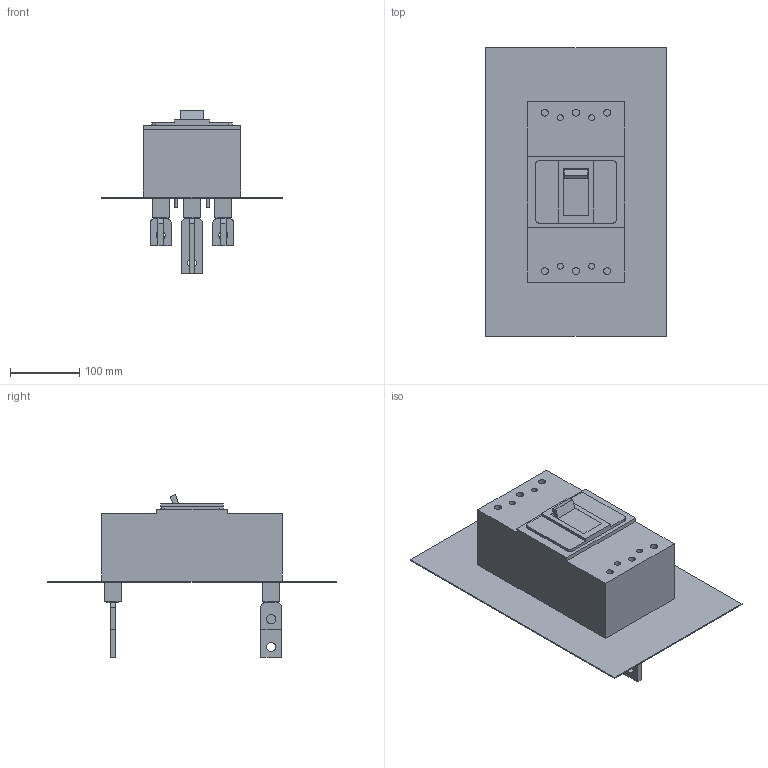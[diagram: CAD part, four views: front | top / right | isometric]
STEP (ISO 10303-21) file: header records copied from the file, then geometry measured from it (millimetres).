
FILE_DESCRIPTION(('CoCreate Modeling STEP Export'),'2;1');
FILE_NAME('ＰＶＳ４００ＮＤＬ３Ｒ.stp','2014-03-31T 8:05:55',(''),(''),'CoCreate Modeling STEP processor for AP214 (Solid Model)','CoCreate Modeling 17.0 01-Apr-2010 (C) Parametric Technology GmbH','');
FILE_SCHEMA(('AUTOMOTIVE_DESIGN { 1 0 10303 214 1 1 1 1 }'));
Length unit declared in the file: millimetre
Products named in the file (4): P2.2; P1; P3; ＰＶＳ４００ＮＤＬ３Ｒ
Assembly tree (6 placements, depth 2):
  ＰＶＳ４００ＮＤＬ３Ｒ
    P3
    P2.2  x4
    P1
Bounding box: 260 x 416 x 234.5 mm (x, y, z)
Volume: 3974523.8 mm3; surface area: 442140.2 mm2
Topology: 6 solids, 6 shells, 257 faces, 628 edges, 412 vertices
Faces by surface type: plane 177, cylinder 80
Entity records: 7196 total; most frequent: ORIENTED_EDGE 1184, CARTESIAN_POINT 1120, DIRECTION 1026, EDGE_CURVE 592, VECTOR 438, LINE 438, VERTEX_POINT 388, EDGE_LOOP 302
